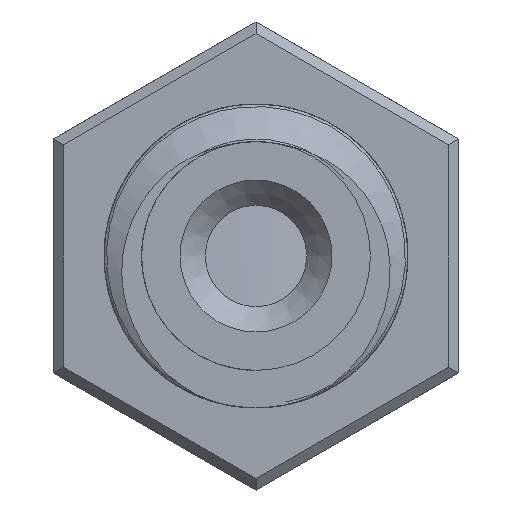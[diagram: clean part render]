
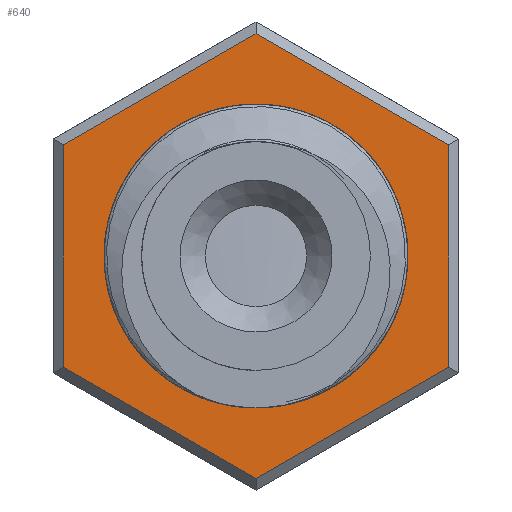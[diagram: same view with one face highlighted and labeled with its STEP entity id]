
A CAD part, front view. The second image highlights one B-rep face of the part: STEP entity #640.
In plain terms, the highlighted planar face has unit normal (0, -1, 0).
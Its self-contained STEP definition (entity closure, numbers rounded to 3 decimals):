
#67=FACE_BOUND('',#150,.T.);
#72=CIRCLE('',#700,2.259);
#73=CIRCLE('',#701,2.259);
#111=FACE_OUTER_BOUND('',#149,.T.);
#149=EDGE_LOOP('',(#457,#458,#459,#460,#461,#462));
#150=EDGE_LOOP('',(#463,#464));
#185=LINE('',#903,#223);
#187=LINE('',#908,#225);
#191=LINE('',#916,#229);
#195=LINE('',#924,#233);
#198=LINE('',#928,#236);
#200=LINE('',#931,#238);
#223=VECTOR('',#751,10.);
#225=VECTOR('',#755,10.);
#229=VECTOR('',#761,10.);
#233=VECTOR('',#767,10.);
#236=VECTOR('',#772,10.);
#238=VECTOR('',#776,10.);
#261=VERTEX_POINT('',#900);
#262=VERTEX_POINT('',#902);
#263=VERTEX_POINT('',#906);
#264=VERTEX_POINT('',#907);
#267=VERTEX_POINT('',#915);
#270=VERTEX_POINT('',#923);
#276=VERTEX_POINT('',#957);
#277=VERTEX_POINT('',#958);
#325=EDGE_CURVE('',#261,#262,#185,.T.);
#327=EDGE_CURVE('',#263,#264,#187,.T.);
#331=EDGE_CURVE('',#264,#267,#191,.T.);
#335=EDGE_CURVE('',#267,#270,#195,.T.);
#338=EDGE_CURVE('',#270,#261,#198,.T.);
#340=EDGE_CURVE('',#262,#263,#200,.T.);
#349=EDGE_CURVE('',#276,#277,#72,.T.);
#350=EDGE_CURVE('',#277,#276,#73,.T.);
#457=ORIENTED_EDGE('',*,*,#327,.F.);
#458=ORIENTED_EDGE('',*,*,#340,.F.);
#459=ORIENTED_EDGE('',*,*,#325,.F.);
#460=ORIENTED_EDGE('',*,*,#338,.F.);
#461=ORIENTED_EDGE('',*,*,#335,.F.);
#462=ORIENTED_EDGE('',*,*,#331,.F.);
#463=ORIENTED_EDGE('',*,*,#349,.F.);
#464=ORIENTED_EDGE('',*,*,#350,.F.);
#623=PLANE('',#699);
#640=ADVANCED_FACE('',(#111,#67),#623,.F.);
#699=AXIS2_PLACEMENT_3D('',#956,#787,#788);
#700=AXIS2_PLACEMENT_3D('',#959,#789,#790);
#701=AXIS2_PLACEMENT_3D('',#960,#791,#792);
#751=DIRECTION('',(-0.866,0.,0.5));
#755=DIRECTION('',(0.866,0.,0.5));
#761=DIRECTION('',(0.866,0.,-0.5));
#767=DIRECTION('',(0.,0.,-1.));
#772=DIRECTION('',(-0.866,0.,-0.5));
#776=DIRECTION('',(0.,0.,1.));
#787=DIRECTION('center_axis',(0.,1.,0.));
#788=DIRECTION('ref_axis',(0.,0.,1.));
#789=DIRECTION('center_axis',(0.,-1.,0.));
#790=DIRECTION('ref_axis',(1.,0.,0.));
#791=DIRECTION('center_axis',(0.,-1.,0.));
#792=DIRECTION('ref_axis',(1.,0.,0.));
#900=CARTESIAN_POINT('',(0.,0.,-4.388));
#902=CARTESIAN_POINT('',(-3.8,0.,-2.194));
#903=CARTESIAN_POINT('',(-0.9,0.,-3.868));
#906=CARTESIAN_POINT('',(-3.8,0.,2.194));
#907=CARTESIAN_POINT('',(0.,0.,4.388));
#908=CARTESIAN_POINT('',(-2.9,0.,2.714));
#915=CARTESIAN_POINT('',(3.8,0.,2.194));
#916=CARTESIAN_POINT('',(0.9,0.,3.868));
#923=CARTESIAN_POINT('',(3.8,0.,-2.194));
#924=CARTESIAN_POINT('',(3.8,0.,1.155));
#928=CARTESIAN_POINT('',(2.9,0.,-2.714));
#931=CARTESIAN_POINT('',(-3.8,0.,-1.155));
#956=CARTESIAN_POINT('Origin',(0.,0.,0.));
#957=CARTESIAN_POINT('',(0.,0.,2.259));
#958=CARTESIAN_POINT('',(0.,0.,-2.259));
#959=CARTESIAN_POINT('Origin',(0.,0.,0.));
#960=CARTESIAN_POINT('Origin',(0.,0.,0.));
